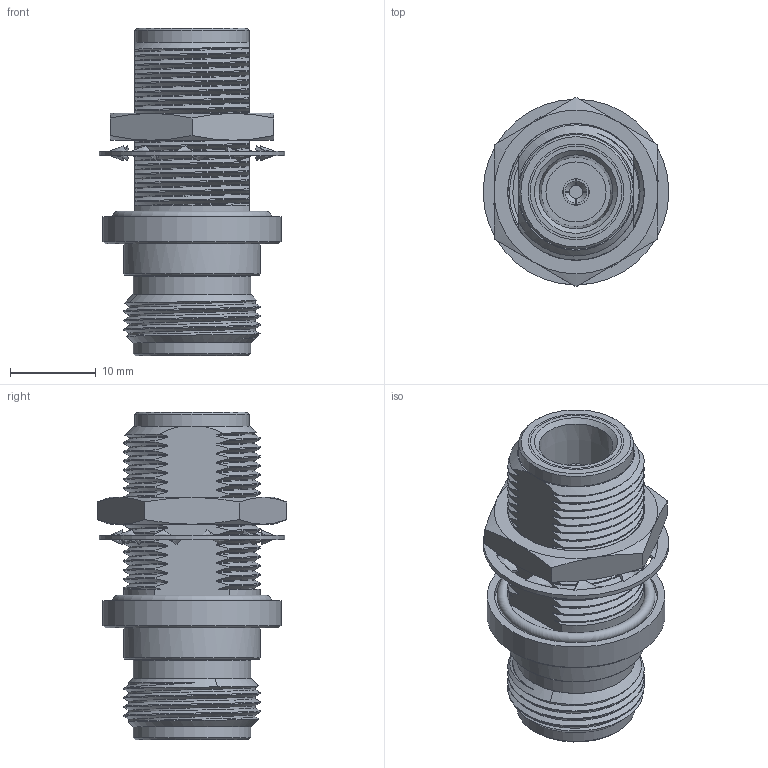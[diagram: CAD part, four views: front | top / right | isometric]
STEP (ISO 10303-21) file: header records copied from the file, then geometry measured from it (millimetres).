
FILE_DESCRIPTION (( 'STEP AP203' ), '1' );
FILE_NAME ('PE91201.step', '2020-04-16T14:44:03', ( '' ), ( '' ), 'SwSTEP 2.0', 'SolidWorks 2018', '' );
FILE_SCHEMA (( 'CONFIG_CONTROL_DESIGN' ));
Products named in the file (1): PE91201
Bounding box: 21.59 x 22 x 38.1 mm (x, y, z)
Volume: 6949.9 mm3; surface area: 6660 mm2
Topology: 5 solids, 5 shells, 343 faces, 1016 edges, 681 vertices
Faces by surface type: bspline 162, cylinder 72, plane 71, cone 37, torus 1
Full cylindrical faces by diameter (mm): 1.524 x2, 3.048 x2, 6.985 x2, 10.627 x1, 11.118 x1, 13.335 x1, 13.716 x2, 15.875 x2, 18.923 x1, 20.701 x1, 21.59 x1
Entity records: 81779 total; most frequent: CARTESIAN_POINT 74747, ORIENTED_EDGE 1962, EDGE_CURVE 981, DIRECTION 797, VERTEX_POINT 673, B_SPLINE_CURVE_WITH_KNOTS 424, EDGE_LOOP 384, FACE_OUTER_BOUND 359
